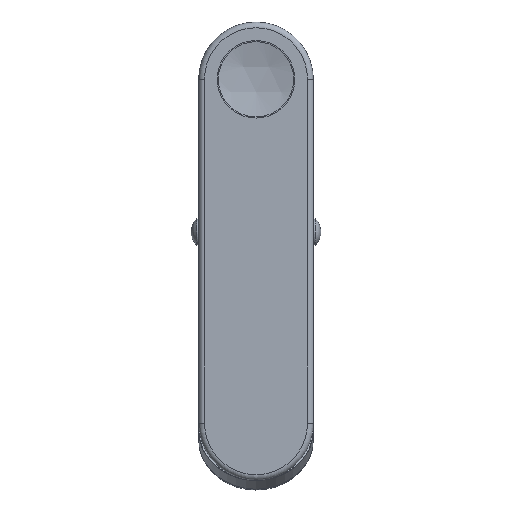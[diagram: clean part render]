
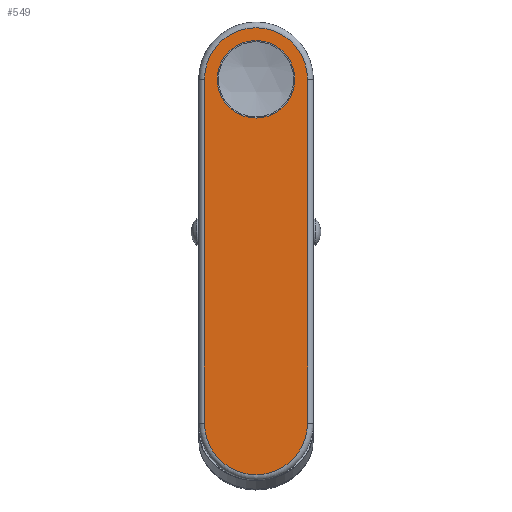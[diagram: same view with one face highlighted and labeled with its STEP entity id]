
A CAD part, front view. The second image highlights one B-rep face of the part: STEP entity #549.
In plain terms, the highlighted planar face has unit normal (0, -1, 0).
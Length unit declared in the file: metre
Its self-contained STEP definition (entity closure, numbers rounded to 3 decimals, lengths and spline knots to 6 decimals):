
#549 = ADVANCED_FACE( '', ( #1318, #1319 ), #1320, .F. );
#1318 = FACE_BOUND( '', #3321, .T. );
#1319 = FACE_OUTER_BOUND( '', #3322, .T. );
#1320 = PLANE( '', #3323 );
#3321 = EDGE_LOOP( '', ( #7355 ) );
#3322 = EDGE_LOOP( '', ( #7356, #7357, #7358, #7359 ) );
#3323 = AXIS2_PLACEMENT_3D( '', #7360, #7361, #7362 );
#7355 = ORIENTED_EDGE( '', *, *, #9588, .T. );
#7356 = ORIENTED_EDGE( '', *, *, #9862, .T. );
#7357 = ORIENTED_EDGE( '', *, *, #9863, .T. );
#7358 = ORIENTED_EDGE( '', *, *, #9864, .T. );
#7359 = ORIENTED_EDGE( '', *, *, #9865, .T. );
#7360 = CARTESIAN_POINT( '', ( 0., 0., -0.05 ) );
#7361 = DIRECTION( '', ( 0., 1., 0. ) );
#7362 = DIRECTION( '', ( 0., 0., 1. ) );
#9588 = EDGE_CURVE( '', #10633, #10633, #10634, .T. );
#9862 = EDGE_CURVE( '', #11098, #11099, #11100, .T. );
#9863 = EDGE_CURVE( '', #11099, #11101, #11102, .T. );
#9864 = EDGE_CURVE( '', #11101, #11103, #11104, .T. );
#9865 = EDGE_CURVE( '', #11103, #11098, #11105, .T. );
#10633 = VERTEX_POINT( '', #12109 );
#10634 = CIRCLE( '', #12110, 0.010149 );
#11098 = VERTEX_POINT( '', #12764 );
#11099 = VERTEX_POINT( '', #12765 );
#11100 = LINE( '', #12766, #12767 );
#11101 = VERTEX_POINT( '', #12768 );
#11102 = CIRCLE( '', #12769, 0.0135 );
#11103 = VERTEX_POINT( '', #12770 );
#11104 = LINE( '', #12771, #12772 );
#11105 = CIRCLE( '', #12773, 0.0135 );
#12109 = CARTESIAN_POINT( '', ( 0., 0., 0.050149 ) );
#12110 = AXIS2_PLACEMENT_3D( '', #14454, #14455, #14456 );
#12764 = CARTESIAN_POINT( '', ( 0.0135, 0., -0.05 ) );
#12765 = CARTESIAN_POINT( '', ( 0.0135, 0., 0.04 ) );
#12766 = CARTESIAN_POINT( '', ( 0.0135, 0., -0.05 ) );
#12767 = VECTOR( '', #14886, 1. );
#12768 = CARTESIAN_POINT( '', ( -0.0135, 0., 0.04 ) );
#12769 = AXIS2_PLACEMENT_3D( '', #14887, #14888, #14889 );
#12770 = CARTESIAN_POINT( '', ( -0.0135, 0., -0.05 ) );
#12771 = CARTESIAN_POINT( '', ( -0.0135, 0., -0.05 ) );
#12772 = VECTOR( '', #14890, 1. );
#12773 = AXIS2_PLACEMENT_3D( '', #14891, #14892, #14893 );
#14454 = CARTESIAN_POINT( '', ( 0., 0., 0.04 ) );
#14455 = DIRECTION( '', ( 0., 1., 0. ) );
#14456 = DIRECTION( '', ( 0., 0., 1. ) );
#14886 = DIRECTION( '', ( 0., 0., 1. ) );
#14887 = CARTESIAN_POINT( '', ( 0., 0., 0.04 ) );
#14888 = DIRECTION( '', ( 0., -1., 0. ) );
#14889 = DIRECTION( '', ( 0., 0., 1. ) );
#14890 = DIRECTION( '', ( 0., 0., -1. ) );
#14891 = CARTESIAN_POINT( '', ( 0., 0., -0.05 ) );
#14892 = DIRECTION( '', ( 0., -1., 0. ) );
#14893 = DIRECTION( '', ( 0., 0., 1. ) );
